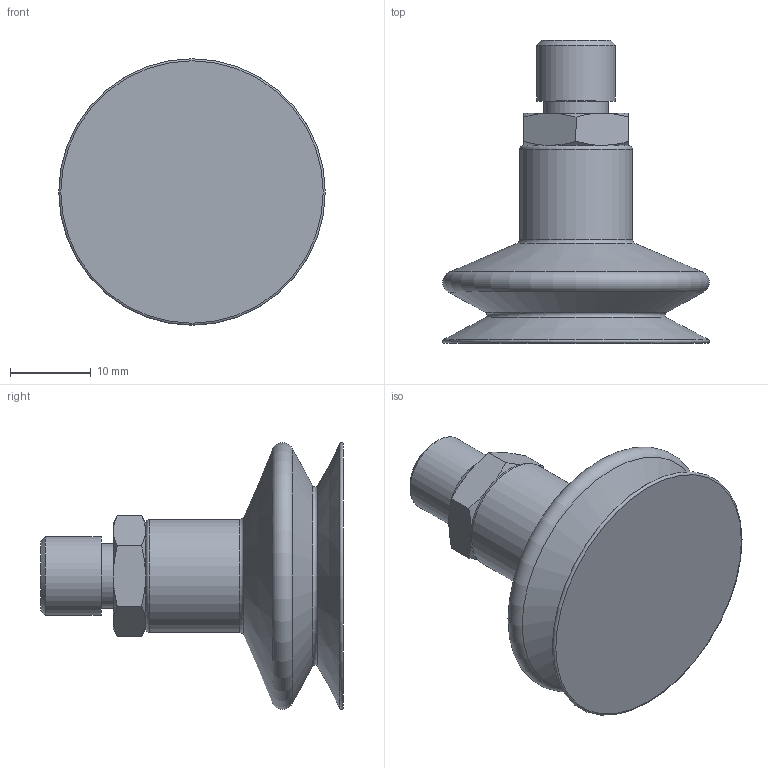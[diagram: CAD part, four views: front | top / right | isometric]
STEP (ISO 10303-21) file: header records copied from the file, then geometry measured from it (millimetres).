
FILE_DESCRIPTION(/* description */ (''),/* implementation_level */ '2;1');
FILE_NAME(/* name */ '3D_vf33sb+rac3r1-8m.stp',/* time_stamp */ '2020-03-25T09:52:11+01:00',/* author */ ('lmacia'),/* organization */ (''),/* preprocessor_version */ 'ST-DEVELOPER v17',/* originating_system */ 'Autodesk Inventor 2019',/* authorisation */ '');
FILE_SCHEMA (('AUTOMOTIVE_DESIGN { 1 0 10303 214 3 1 1 }'));
Length unit declared in the file: millimetre
Products named in the file (1): 3D_vf33+rac3r1-8m
Bounding box: 33 x 37.5 x 33 mm (x, y, z)
Volume: 10325.7 mm3; surface area: 4177.6 mm2
Topology: 1 solids, 1 shells, 36 faces, 96 edges, 65 vertices
Faces by surface type: cone 16, plane 11, torus 5, cylinder 4
Full cylindrical faces by diameter (mm): 3 x1, 8 x1, 9.728 x1, 14 x1
Entity records: 1234 total; most frequent: CARTESIAN_POINT 246, DIRECTION 204, ORIENTED_EDGE 192, EDGE_CURVE 96, AXIS2_PLACEMENT_3D 95, VERTEX_POINT 65, CIRCLE 58, EDGE_LOOP 39
